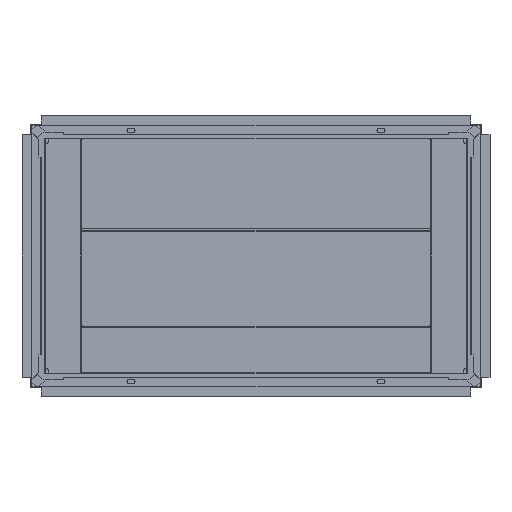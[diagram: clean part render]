
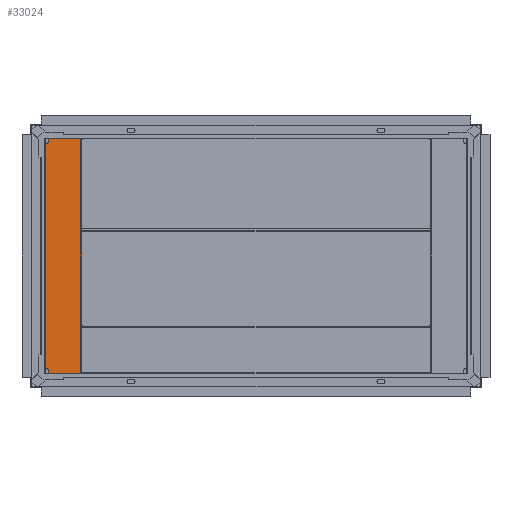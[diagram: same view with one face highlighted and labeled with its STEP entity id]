
A CAD part, front view. The second image highlights one B-rep face of the part: STEP entity #33024.
In plain terms, the highlighted planar face has unit normal (0, -1, 0).
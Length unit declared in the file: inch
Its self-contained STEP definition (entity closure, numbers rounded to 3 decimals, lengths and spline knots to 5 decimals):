
#1259 = CARTESIAN_POINT ( 'NONE',  ( -14.70472, -1.08268, 9.87795 ) ) ;
#2029 = DIRECTION ( 'NONE',  ( 0., -1., 0. ) ) ;
#2828 = DIRECTION ( 'NONE',  ( 1., 0., 0. ) ) ;
#3380 = LINE ( 'NONE', #26854, #14161 ) ;
#3951 = ORIENTED_EDGE ( 'NONE', *, *, #91721, .T. ) ;
#10067 = CARTESIAN_POINT ( 'NONE',  ( -17.66901, -1.08268, -9.47259 ) ) ;
#11528 = CARTESIAN_POINT ( 'NONE',  ( -17.77559, -1.08268, 9.47864 ) ) ;
#12249 = CARTESIAN_POINT ( 'NONE',  ( -17.77559, -1.08268, 9.47864 ) ) ;
#12736 = CIRCLE ( 'NONE', #16249, 0.21654 ) ;
#14161 = VECTOR ( 'NONE', #2828, 39.37008 ) ;
#14798 = ORIENTED_EDGE ( 'NONE', *, *, #85878, .F. ) ;
#15693 = LINE ( 'NONE', #81692, #24517 ) ;
#16099 = CARTESIAN_POINT ( 'NONE',  ( -17.69034, -1.08268, -9.47353 ) ) ;
#16249 = AXIS2_PLACEMENT_3D ( 'NONE', #85467, #2029, #42439 ) ;
#18167 = CARTESIAN_POINT ( 'NONE',  ( -17.53917, -1.08268, 9.87795 ) ) ;
#20436 = CARTESIAN_POINT ( 'NONE',  ( -17.73297, -1.08268, 9.47596 ) ) ;
#21297 = CARTESIAN_POINT ( 'NONE',  ( -16.08268, -1.08268, -9.87795 ) ) ;
#24517 = VECTOR ( 'NONE', #89862, 39.37008 ) ;
#25130 = LINE ( 'NONE', #25676, #54720 ) ;
#25676 = CARTESIAN_POINT ( 'NONE',  ( -17.77559, -1.08268, 9.90157 ) ) ;
#25905 = CARTESIAN_POINT ( 'NONE',  ( -17.75428, -1.08268, -9.47738 ) ) ;
#26854 = CARTESIAN_POINT ( 'NONE',  ( -14.70472, -1.08268, 9.87795 ) ) ;
#28425 = DIRECTION ( 'NONE',  ( 1., 0., 0. ) ) ;
#29375 = EDGE_CURVE ( 'NONE', #70782, #106308, #12736, .T. ) ;
#30218 = ORIENTED_EDGE ( 'NONE', *, *, #39579, .T. ) ;
#30840 = CIRCLE ( 'NONE', #57040, 0.21654 ) ;
#31327 = CARTESIAN_POINT ( 'NONE',  ( -17.64764, -1.08268, 9.47246 ) ) ;
#31981 = CARTESIAN_POINT ( 'NONE',  ( -14.70472, -1.08268, -9.87795 ) ) ;
#32849 = VERTEX_POINT ( 'NONE', #97158 ) ;
#33024 = ADVANCED_FACE ( 'NONE', ( #92203 ), #100917, .F. ) ;
#33538 = CARTESIAN_POINT ( 'NONE',  ( -17.77559, -1.08268, -9.47864 ) ) ;
#33599 = EDGE_CURVE ( 'NONE', #107289, #70782, #44634, .T. ) ;
#37250 = VERTEX_POINT ( 'NONE', #95537 ) ;
#39579 = EDGE_CURVE ( 'NONE', #107289, #37250, #25130, .T. ) ;
#40842 = B_SPLINE_CURVE_WITH_KNOTS ( 'NONE', 3,
 ( #33538, #25905, #100061, #16099, #10067, #66815 ),
 .UNSPECIFIED., .F., .F.,
 ( 4, 2, 4 ),
 ( 0., 0.00163, 0.00325 ),
 .UNSPECIFIED. ) ;
#41944 = VERTEX_POINT ( 'NONE', #1259 ) ;
#42439 = DIRECTION ( 'NONE',  ( -1., 0., 0. ) ) ;
#44634 = B_SPLINE_CURVE_WITH_KNOTS ( 'NONE', 3,
 ( #12249, #52124, #20436, #56434, #62953, #31327 ),
 .UNSPECIFIED., .F., .F.,
 ( 4, 2, 4 ),
 ( 0., 0.00163, 0.00325 ),
 .UNSPECIFIED. ) ;
#50229 = DIRECTION ( 'NONE',  ( 0., 0., -1. ) ) ;
#52124 = CARTESIAN_POINT ( 'NONE',  ( -17.75428, -1.08268, 9.47738 ) ) ;
#52375 = ORIENTED_EDGE ( 'NONE', *, *, #67735, .T. ) ;
#54720 = VECTOR ( 'NONE', #50229, 39.37008 ) ;
#56434 = CARTESIAN_POINT ( 'NONE',  ( -17.69034, -1.08268, 9.47353 ) ) ;
#57040 = AXIS2_PLACEMENT_3D ( 'NONE', #82307, #106843, #58315 ) ;
#57281 = EDGE_CURVE ( 'NONE', #106308, #41944, #3380, .T. ) ;
#58315 = DIRECTION ( 'NONE',  ( -1., 0., 0. ) ) ;
#62953 = CARTESIAN_POINT ( 'NONE',  ( -17.66901, -1.08268, 9.47259 ) ) ;
#65862 = VECTOR ( 'NONE', #28425, 39.37008 ) ;
#66815 = CARTESIAN_POINT ( 'NONE',  ( -17.64764, -1.08268, -9.47246 ) ) ;
#67735 = EDGE_CURVE ( 'NONE', #32849, #74869, #69861, .T. ) ;
#69861 = LINE ( 'NONE', #21297, #65862 ) ;
#70281 = CARTESIAN_POINT ( 'NONE',  ( -17.64764, -1.08268, -9.47246 ) ) ;
#70782 = VERTEX_POINT ( 'NONE', #81494 ) ;
#73304 = ORIENTED_EDGE ( 'NONE', *, *, #29375, .F. ) ;
#74869 = VERTEX_POINT ( 'NONE', #31981 ) ;
#75826 = DIRECTION ( 'NONE',  ( -1., 0., 0. ) ) ;
#77974 = DIRECTION ( 'NONE',  ( 0., 1., 0. ) ) ;
#80964 = ORIENTED_EDGE ( 'NONE', *, *, #57281, .F. ) ;
#81494 = CARTESIAN_POINT ( 'NONE',  ( -17.64764, -1.08268, 9.47246 ) ) ;
#81692 = CARTESIAN_POINT ( 'NONE',  ( -14.70472, -1.08268, 9.87795 ) ) ;
#82307 = CARTESIAN_POINT ( 'NONE',  ( -17.64488, -1.08268, -9.68898 ) ) ;
#85467 = CARTESIAN_POINT ( 'NONE',  ( -17.64488, -1.08268, 9.68898 ) ) ;
#85878 = EDGE_CURVE ( 'NONE', #32849, #100909, #30840, .T. ) ;
#89862 = DIRECTION ( 'NONE',  ( 0., 0., 1. ) ) ;
#91721 = EDGE_CURVE ( 'NONE', #74869, #41944, #15693, .T. ) ;
#92189 = AXIS2_PLACEMENT_3D ( 'NONE', #92736, #77974, #75826 ) ;
#92203 = FACE_OUTER_BOUND ( 'NONE', #96795, .T. ) ;
#92736 = CARTESIAN_POINT ( 'NONE',  ( -17.77559, -1.08268, 9.87795 ) ) ;
#95537 = CARTESIAN_POINT ( 'NONE',  ( -17.77559, -1.08268, -9.47864 ) ) ;
#96795 = EDGE_LOOP ( 'NONE', ( #106182, #30218, #105395, #14798, #52375, #3951, #80964, #73304 ) ) ;
#97158 = CARTESIAN_POINT ( 'NONE',  ( -17.53917, -1.08268, -9.87795 ) ) ;
#99812 = EDGE_CURVE ( 'NONE', #37250, #100909, #40842, .T. ) ;
#100061 = CARTESIAN_POINT ( 'NONE',  ( -17.73297, -1.08268, -9.47596 ) ) ;
#100909 = VERTEX_POINT ( 'NONE', #70281 ) ;
#100917 = PLANE ( 'NONE',  #92189 ) ;
#105395 = ORIENTED_EDGE ( 'NONE', *, *, #99812, .T. ) ;
#106182 = ORIENTED_EDGE ( 'NONE', *, *, #33599, .F. ) ;
#106308 = VERTEX_POINT ( 'NONE', #18167 ) ;
#106843 = DIRECTION ( 'NONE',  ( 0., -1., 0. ) ) ;
#107289 = VERTEX_POINT ( 'NONE', #11528 ) ;
